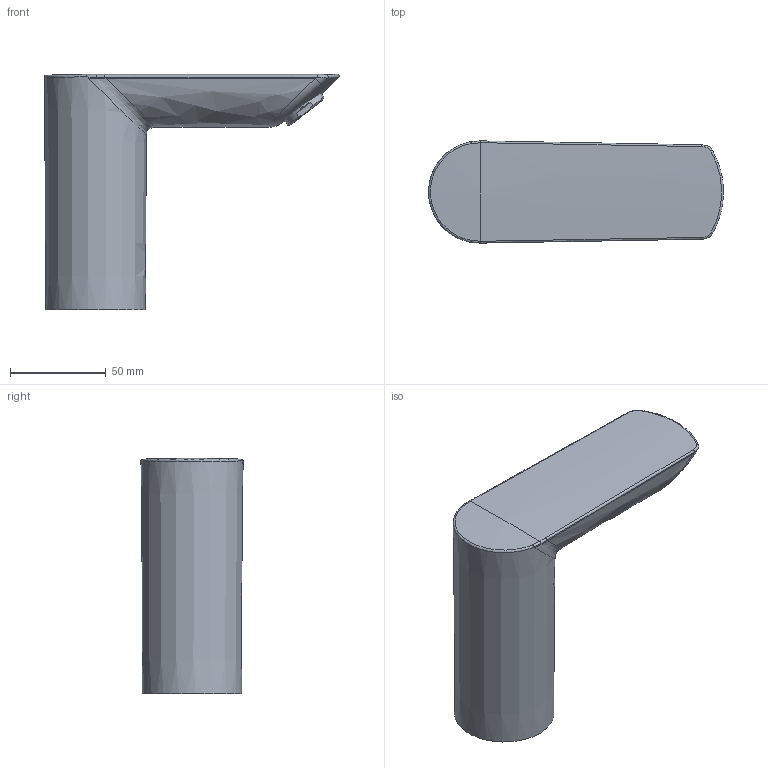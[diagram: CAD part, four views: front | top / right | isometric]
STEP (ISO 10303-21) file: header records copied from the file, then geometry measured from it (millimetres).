
FILE_DESCRIPTION(/* description */ ('Unknown'),/* implementation_level */ '2;1');
FILE_NAME(/* name */ '36452000',/* time_stamp */ '2022-09-07T08:33:02+02:00',/* author */ ('Unknown'),/* organization */ ('GROHE AG'),/* preprocessor_version */ 'ST-DEVELOPER v16.7',/* originating_system */ 'DEX',/* authorisation */ $);
FILE_SCHEMA (('AUTOMOTIVE_DESIGN {1 0 10303 214 3 1 1}'));
Products named in the file (4): 36452000; 40.2951.24300; 36452000_0
Assembly tree (3 placements, depth 2):
  36452000
    40.2951.24300
    36452000
    36452000_0
Bounding box: 154.06 x 53.37 x 123.04 mm (x, y, z)
Volume: 163749.1 mm3; surface area: 70091.9 mm2
Topology: 3 solids, 5 shells, 3284 faces, 8709 edges, 5764 vertices
Faces by surface type: plane 2149, cylinder 749, cone 270, bspline 93, torus 13, sphere 10
Full cylindrical faces by diameter (mm): 13.95 x1, 15.7 x1, 16.05 x1, 16.15 x1, 16.831 x1, 17.1 x1, 17.75 x2, 20.15 x1, 20.88 x1, 21.205 x1, 21.5 x1, 22.45 x2, 23.87 x1
Entity records: 131540 total; most frequent: CARTESIAN_POINT 29269, ORIENTED_EDGE 17288, DIRECTION 16317, EDGE_CURVE 8644, AXIS2_PLACEMENT_3D 5794, VERTEX_POINT 5741, LINE 4729, VECTOR 4729
